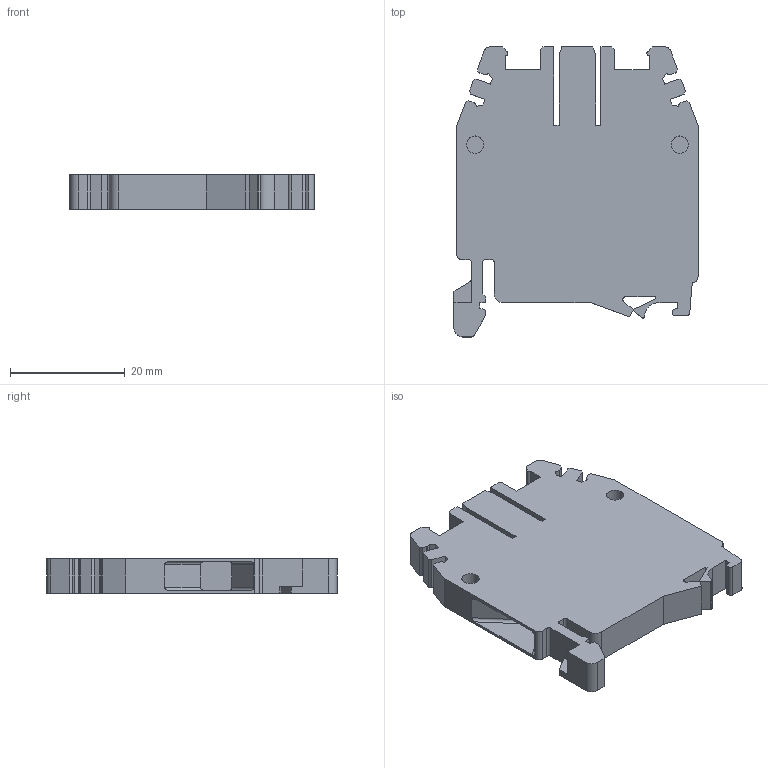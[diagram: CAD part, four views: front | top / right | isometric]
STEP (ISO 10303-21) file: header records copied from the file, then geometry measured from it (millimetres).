
FILE_DESCRIPTION((''),'2;1');
FILE_NAME('003903001_ESC-CBC-4_ASM','2022-07-14T07:51:33',('klemen.sitar'),('Audax d.o.o.'),'CREO PARAMETRIC BY PTC INC, 2021304','CREO PARAMETRIC BY PTC INC, 2021304','');
FILE_SCHEMA(('AP242_MANAGED_MODEL_BASED_3D_ENGINEERING_MIM_LF { 1 0 10303 442 1 1 4 }'));
Products named in the file (3): CBC_4-46140_1_1; 54_SCREW_1; 003903001_ESC-CBC-4_ASM
Assembly tree (3 placements, depth 2):
  003903001_ESC-CBC-4_ASM
    CBC_4-46140_1_1
    54_SCREW_1  x2
Bounding box: 42.5 x 50.5 x 6 mm (x, y, z)
Volume: 9435.8 mm3; surface area: 6153 mm2
Topology: 3 solids, 3 shells, 261 faces, 738 edges, 485 vertices
Faces by surface type: plane 162, cylinder 71, cone 16, bspline 8, sphere 4
Entity records: 10463 total; most frequent: CARTESIAN_POINT 1907, ORIENTED_EDGE 1152, DIRECTION 1050, PRESENTATION_STYLE_ASSIGNMENT 730, STYLED_ITEM 730, CURVE_STYLE 581, EDGE_CURVE 576, VERTEX_POINT 383
